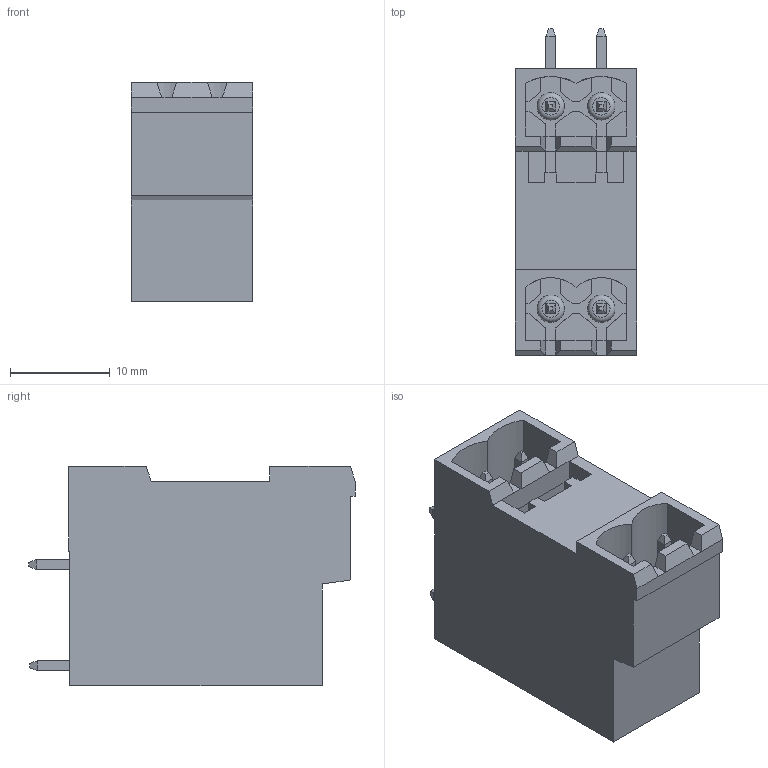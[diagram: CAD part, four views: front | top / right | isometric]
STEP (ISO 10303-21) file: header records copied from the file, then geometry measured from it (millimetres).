
FILE_DESCRIPTION( ( 'Unknown' ), '1' );
FILE_NAME( '691331510004.stp', 'Unknown', ( 'Unknown' ), ( 'Unknown' ), 'PSStep 15.0.49', 'Unknown', ' ' );
FILE_SCHEMA( ( 'AUTOMOTIVE_DESIGN { 1 0 10303 214 1 1 1 1 }' ) );
Length unit declared in the file: millimetre
Products named in the file (5): Assem1; 691333500004; 6913315100xx_PIN LONGUE; 6913315100xx_PIN; 691333500004_CAPOT
Assembly tree (6 placements, depth 2):
  Assem1
    691333500004
    6913315100xx_PIN LONGUE  x2
    6913315100xx_PIN  x2
    691333500004_CAPOT
Bounding box: 12.16 x 32.8 x 22 mm (x, y, z)
Volume: 3136.3 mm3; surface area: 5900 mm2
Topology: 6 solids, 6 shells, 322 faces, 878 edges, 570 vertices
Faces by surface type: plane 300, cylinder 18, torus 4
Full cylindrical faces by diameter (mm): 1.7 x2, 2.75 x4
Entity records: 11400 total; most frequent: CARTESIAN_POINT 1607, ORIENTED_EDGE 1580, DIRECTION 1424, EDGE_CURVE 790, LINE 746, VECTOR 746, VERTEX_POINT 522, AXIS2_PLACEMENT_3D 339
